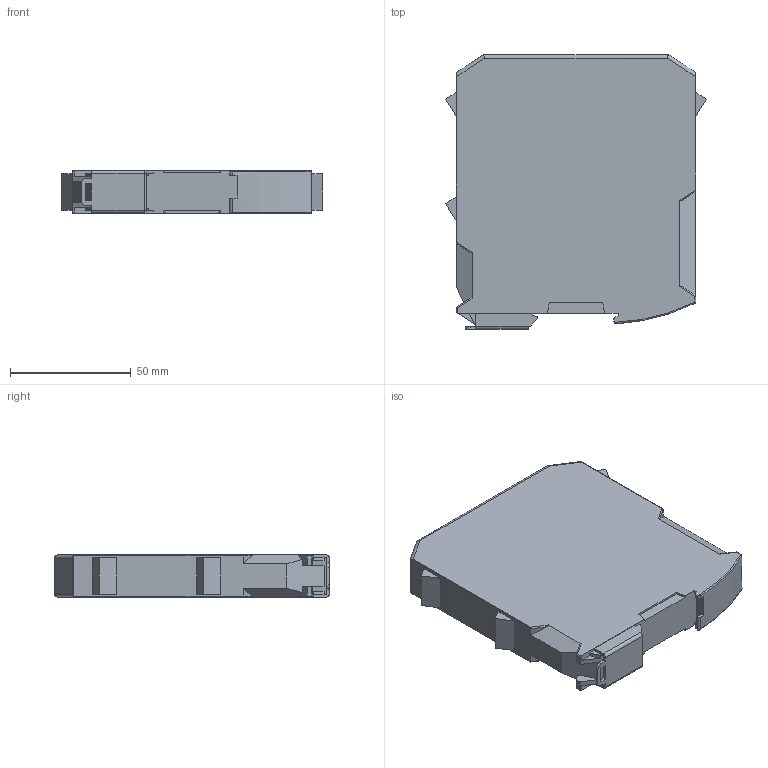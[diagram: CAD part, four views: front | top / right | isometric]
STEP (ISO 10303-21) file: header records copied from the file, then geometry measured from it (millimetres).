
FILE_DESCRIPTION (( 'STEP AP214' ), '1' );
FILE_NAME ('9146-10-11-12S.STEP', '2022-08-09T17:09:58', ( '' ), ( '' ), 'SwSTEP 2.0', 'SolidWorks 2021', '' );
FILE_SCHEMA (( 'AUTOMOTIVE_DESIGN' ));
Length unit declared in the file: inch
Products named in the file (1): 9146-10-11-12S
Bounding box: 108 x 113.6 x 17.6 mm (x, y, z)
Volume: 186750.4 mm3; surface area: 29959.1 mm2
Topology: 2 solids, 6 shells, 173 faces, 463 edges, 305 vertices
Faces by surface type: plane 119, cylinder 52, torus 2
Entity records: 5619 total; most frequent: CARTESIAN_POINT 1308, ORIENTED_EDGE 926, DIRECTION 815, EDGE_CURVE 463, VECTOR 355, LINE 355, VERTEX_POINT 305, AXIS2_PLACEMENT_3D 230
